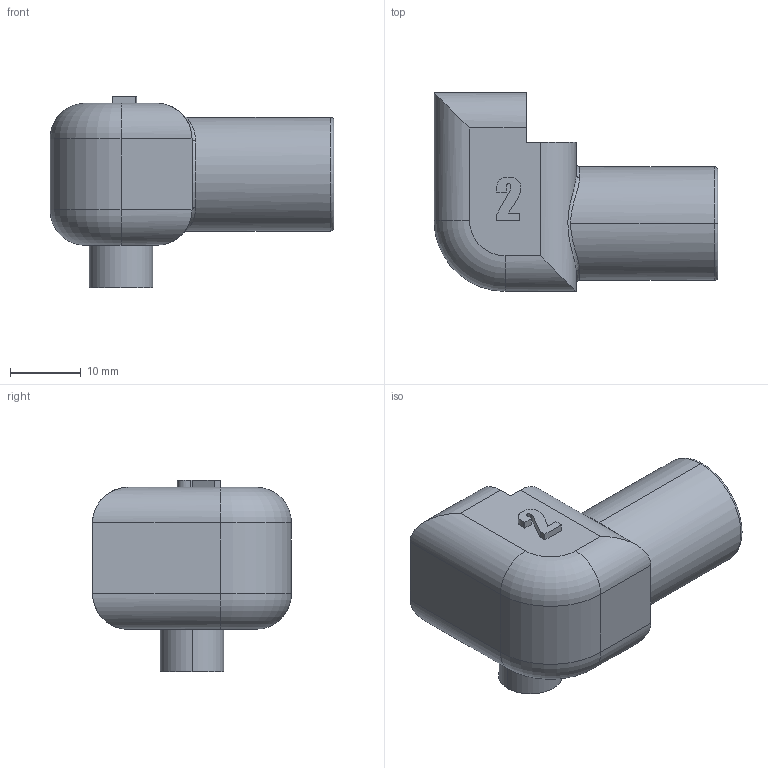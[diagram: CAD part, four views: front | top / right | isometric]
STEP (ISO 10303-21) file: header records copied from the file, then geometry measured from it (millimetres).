
FILE_DESCRIPTION (( 'STEP AP214' ), '1' );
FILE_NAME ('2corner.STEP', '2022-10-08T16:15:38', ( '' ), ( '' ), 'SwSTEP 2.0', 'SolidWorks 2021', '' );
FILE_SCHEMA (( 'AUTOMOTIVE_DESIGN' ));
Length unit declared in the file: millimetre
Products named in the file (1): 2corner
Bounding box: 40 x 28 x 27 mm (x, y, z)
Volume: 11138.8 mm3; surface area: 4768.9 mm2
Topology: 1 solids, 1 shells, 59 faces, 138 edges, 86 vertices
Faces by surface type: plane 22, cylinder 19, torus 10, bspline 8
Entity records: 2364 total; most frequent: CARTESIAN_POINT 1010, ORIENTED_EDGE 276, DIRECTION 270, EDGE_CURVE 138, AXIS2_PLACEMENT_3D 102, VERTEX_POINT 86, LINE 66, VECTOR 66
